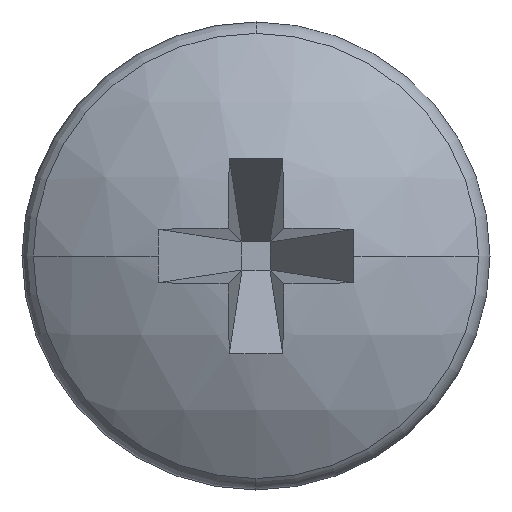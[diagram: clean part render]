
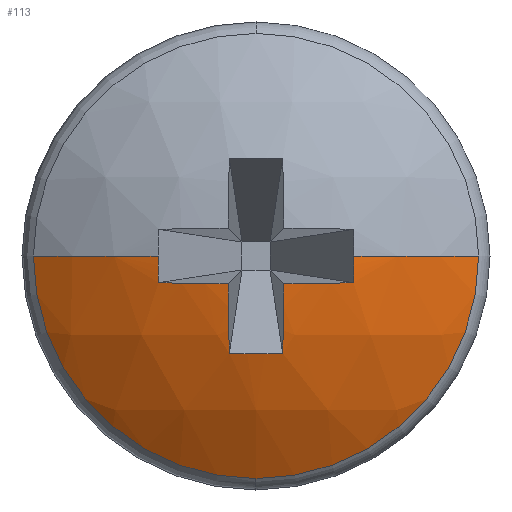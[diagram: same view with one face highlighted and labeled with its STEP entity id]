
A CAD part, left-side view. The second image highlights one B-rep face of the part: STEP entity #113.
In plain terms, the highlighted spherical face has radius 3.2 mm.
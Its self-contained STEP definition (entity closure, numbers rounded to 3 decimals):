
#8 = VERTEX_POINT ( 'NONE', #240 ) ;
#10 = EDGE_CURVE ( 'NONE', #11, #8, #239, .T. ) ;
#11 = VERTEX_POINT ( 'NONE', #234 ) ;
#35 = ORIENTED_EDGE ( 'NONE', *, *, #36, .T. ) ;
#36 = EDGE_CURVE ( 'NONE', #118, #37, #365, .T. ) ;
#37 = VERTEX_POINT ( 'NONE', #366 ) ;
#38 = ORIENTED_EDGE ( 'NONE', *, *, #39, .T. ) ;
#39 = EDGE_CURVE ( 'NONE', #37, #40, #398, .T. ) ;
#40 = VERTEX_POINT ( 'NONE', #359 ) ;
#41 = ORIENTED_EDGE ( 'NONE', *, *, #42, .F. ) ;
#42 = EDGE_CURVE ( 'NONE', #43, #40, #381, .T. ) ;
#43 = VERTEX_POINT ( 'NONE', #360 ) ;
#86 = VERTEX_POINT ( 'NONE', #443 ) ;
#87 = ORIENTED_EDGE ( 'NONE', *, *, #88, .F. ) ;
#88 = EDGE_CURVE ( 'NONE', #11, #86, #431, .T. ) ;
#99 = ORIENTED_EDGE ( 'NONE', *, *, #100, .F. ) ;
#100 = EDGE_CURVE ( 'NONE', #101, #43, #422, .T. ) ;
#101 = VERTEX_POINT ( 'NONE', #430 ) ;
#102 = ORIENTED_EDGE ( 'NONE', *, *, #103, .T. ) ;
#103 = EDGE_CURVE ( 'NONE', #101, #104, #424, .T. ) ;
#104 = VERTEX_POINT ( 'NONE', #437 ) ;
#105 = ORIENTED_EDGE ( 'NONE', *, *, #106, .F. ) ;
#106 = EDGE_CURVE ( 'NONE', #107, #104, #450, .T. ) ;
#107 = VERTEX_POINT ( 'NONE', #444 ) ;
#108 = ORIENTED_EDGE ( 'NONE', *, *, #109, .F. ) ;
#109 = EDGE_CURVE ( 'NONE', #110, #107, #448, .T. ) ;
#110 = VERTEX_POINT ( 'NONE', #481 ) ;
#111 = ORIENTED_EDGE ( 'NONE', *, *, #112, .T. ) ;
#112 = EDGE_CURVE ( 'NONE', #110, #86, #461, .T. ) ;
#113 = ADVANCED_FACE ( 'NONE', ( #490 ), #459, .T. ) ;
#114 = EDGE_LOOP ( 'NONE', ( #115, #116, #35, #38, #41, #99, #102, #105, #108, #111, #87 ) ) ;
#115 = ORIENTED_EDGE ( 'NONE', *, *, #10, .T. ) ;
#116 = ORIENTED_EDGE ( 'NONE', *, *, #117, .T. ) ;
#117 = EDGE_CURVE ( 'NONE', #8, #118, #474, .T. ) ;
#118 = VERTEX_POINT ( 'NONE', #472 ) ;
#234 = CARTESIAN_POINT ( 'NONE',  ( 0.627, 1.903, 0. ) ) ;
#235 = DIRECTION ( 'NONE',  ( 0., 0., 1. ) ) ;
#236 = DIRECTION ( 'NONE',  ( -1., 0., 0. ) ) ;
#237 = CARTESIAN_POINT ( 'NONE',  ( 0.627, 0., 0. ) ) ;
#238 = AXIS2_PLACEMENT_3D ( 'NONE', #237, #236, #235 ) ;
#239 = CIRCLE ( 'NONE', #238, 1.903 ) ;
#240 = CARTESIAN_POINT ( 'NONE',  ( 0.627, 0., -1.903 ) ) ;
#355 = DIRECTION ( 'NONE',  ( 0., 1., 0. ) ) ;
#359 = CARTESIAN_POINT ( 'NONE',  ( 0.118, -0.831, -0.228 ) ) ;
#360 = CARTESIAN_POINT ( 'NONE',  ( 0.018, -0.238, -0.238 ) ) ;
#363 = DIRECTION ( 'NONE',  ( 0.833, 0.553, 0. ) ) ;
#364 = DIRECTION ( 'NONE',  ( 0.553, -0.833, 0. ) ) ;
#365 = CIRCLE ( 'NONE', #369, 3.2 ) ;
#366 = CARTESIAN_POINT ( 'NONE',  ( 0.111, -0.836, 0. ) ) ;
#367 = DIRECTION ( 'NONE',  ( 0., 0., -1. ) ) ;
#368 = CARTESIAN_POINT ( 'NONE',  ( 3.2, 0., 0. ) ) ;
#369 = AXIS2_PLACEMENT_3D ( 'NONE', #368, #367, #355 ) ;
#378 = DIRECTION ( 'NONE',  ( -0.1, 0., 0.995 ) ) ;
#379 = CARTESIAN_POINT ( 'NONE',  ( 3.192, 0., 0.082 ) ) ;
#380 = AXIS2_PLACEMENT_3D ( 'NONE', #379, #378, #385 ) ;
#381 = CIRCLE ( 'NONE', #380, 3.199 ) ;
#385 = DIRECTION ( 'NONE',  ( 0.995, 0., 0.1 ) ) ;
#396 = CARTESIAN_POINT ( 'NONE',  ( 2.64, 0.843, 0. ) ) ;
#397 = AXIS2_PLACEMENT_3D ( 'NONE', #396, #364, #363 ) ;
#398 = CIRCLE ( 'NONE', #397, 3.036 ) ;
#401 = DIRECTION ( 'NONE',  ( 1., 0., 0. ) ) ;
#405 = DIRECTION ( 'NONE',  ( 0.995, 0., 0.1 ) ) ;
#406 = DIRECTION ( 'NONE',  ( -0.1, 0., 0.995 ) ) ;
#413 = DIRECTION ( 'NONE',  ( -0.995, -0.1, 0. ) ) ;
#414 = AXIS2_PLACEMENT_3D ( 'NONE', #429, #421, #413 ) ;
#418 = CARTESIAN_POINT ( 'NONE',  ( 3.192, 0., 0.082 ) ) ;
#419 = AXIS2_PLACEMENT_3D ( 'NONE', #418, #406, #405 ) ;
#421 = DIRECTION ( 'NONE',  ( -0.1, 0.995, 0. ) ) ;
#422 = CIRCLE ( 'NONE', #414, 3.199 ) ;
#423 = DIRECTION ( 'NONE',  ( 0., 0., 1. ) ) ;
#424 = CIRCLE ( 'NONE', #426, 3.036 ) ;
#425 = CARTESIAN_POINT ( 'NONE',  ( 3.192, -0.082, 0. ) ) ;
#426 = AXIS2_PLACEMENT_3D ( 'NONE', #440, #439, #438 ) ;
#428 = AXIS2_PLACEMENT_3D ( 'NONE', #447, #423, #401 ) ;
#429 = CARTESIAN_POINT ( 'NONE',  ( 3.192, 0.082, 0. ) ) ;
#430 = CARTESIAN_POINT ( 'NONE',  ( 0.118, -0.228, -0.831 ) ) ;
#431 = CIRCLE ( 'NONE', #428, 3.2 ) ;
#437 = CARTESIAN_POINT ( 'NONE',  ( 0.118, 0.228, -0.831 ) ) ;
#438 = DIRECTION ( 'NONE',  ( -0.833, 0., -0.553 ) ) ;
#439 = DIRECTION ( 'NONE',  ( 0.553, 0., -0.833 ) ) ;
#440 = CARTESIAN_POINT ( 'NONE',  ( 2.64, 0., 0.843 ) ) ;
#443 = CARTESIAN_POINT ( 'NONE',  ( 0.111, 0.836, 0. ) ) ;
#444 = CARTESIAN_POINT ( 'NONE',  ( 0.018, 0.238, -0.238 ) ) ;
#445 = DIRECTION ( 'NONE',  ( 0.995, -0.1, 0. ) ) ;
#446 = DIRECTION ( 'NONE',  ( -0.1, -0.995, 0. ) ) ;
#447 = CARTESIAN_POINT ( 'NONE',  ( 3.2, 0., 0. ) ) ;
#448 = CIRCLE ( 'NONE', #419, 3.199 ) ;
#449 = AXIS2_PLACEMENT_3D ( 'NONE', #425, #446, #445 ) ;
#450 = CIRCLE ( 'NONE', #449, 3.199 ) ;
#458 = DIRECTION ( 'NONE',  ( 0., 1., 0. ) ) ;
#459 = SPHERICAL_SURFACE ( 'NONE', #502, 3.2 ) ;
#460 = AXIS2_PLACEMENT_3D ( 'NONE', #475, #500, #501 ) ;
#461 = CIRCLE ( 'NONE', #460, 3.036 ) ;
#472 = CARTESIAN_POINT ( 'NONE',  ( 0.627, -1.903, 0. ) ) ;
#473 = DIRECTION ( 'NONE',  ( 0., 0., 1. ) ) ;
#474 = CIRCLE ( 'NONE', #482, 1.903 ) ;
#475 = CARTESIAN_POINT ( 'NONE',  ( 2.64, -0.843, 0. ) ) ;
#481 = CARTESIAN_POINT ( 'NONE',  ( 0.118, 0.831, -0.228 ) ) ;
#482 = AXIS2_PLACEMENT_3D ( 'NONE', #497, #508, #473 ) ;
#490 = FACE_OUTER_BOUND ( 'NONE', #114, .T. ) ;
#497 = CARTESIAN_POINT ( 'NONE',  ( 0.627, 0., 0. ) ) ;
#500 = DIRECTION ( 'NONE',  ( 0.553, 0.833, 0. ) ) ;
#501 = DIRECTION ( 'NONE',  ( -0.833, 0.553, 0. ) ) ;
#502 = AXIS2_PLACEMENT_3D ( 'NONE', #503, #509, #458 ) ;
#503 = CARTESIAN_POINT ( 'NONE',  ( 3.2, 0., 0. ) ) ;
#508 = DIRECTION ( 'NONE',  ( -1., 0., 0. ) ) ;
#509 = DIRECTION ( 'NONE',  ( 0., 0., -1. ) ) ;
